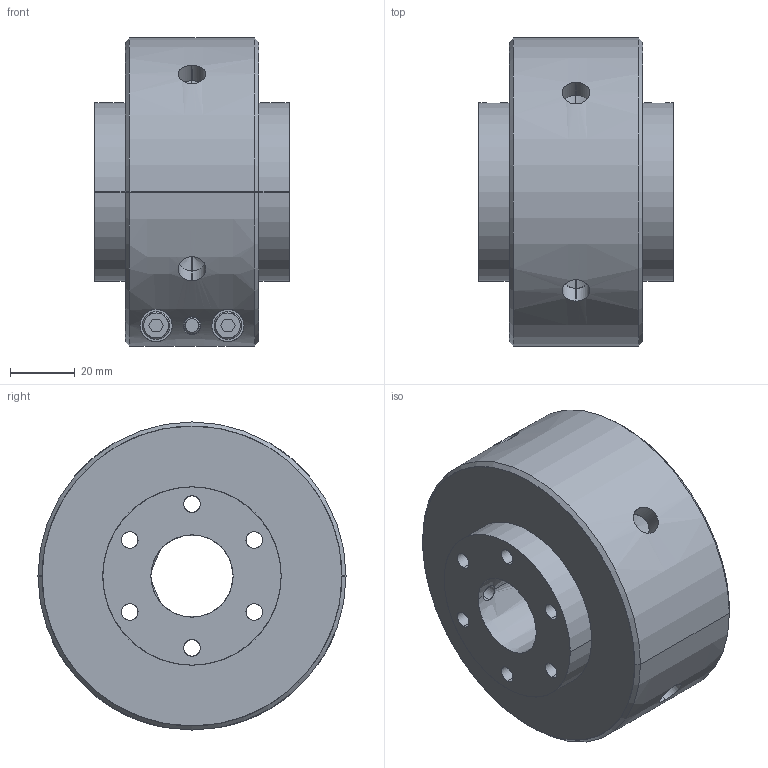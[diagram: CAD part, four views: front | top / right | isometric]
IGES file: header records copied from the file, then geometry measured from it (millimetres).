
Start section: SolidWorks IGES file using analytic representation for surfaces
Global section: file name: PH 5000.IGS; native system: SolidWorks 2010; preprocessor: SolidWorks 2010; author: Josh; date: 101103.225011; units: inch
Bounding box: 60.2 x 95.25 x 95.25 mm (x, y, z)
Surface area: 47715.8 mm2 (no closed solid volume)
Topology: 0 solids, 0 shells, 135 faces, 3309 edges, 3301 vertices
Faces by surface type: revolution 96, bspline 39
